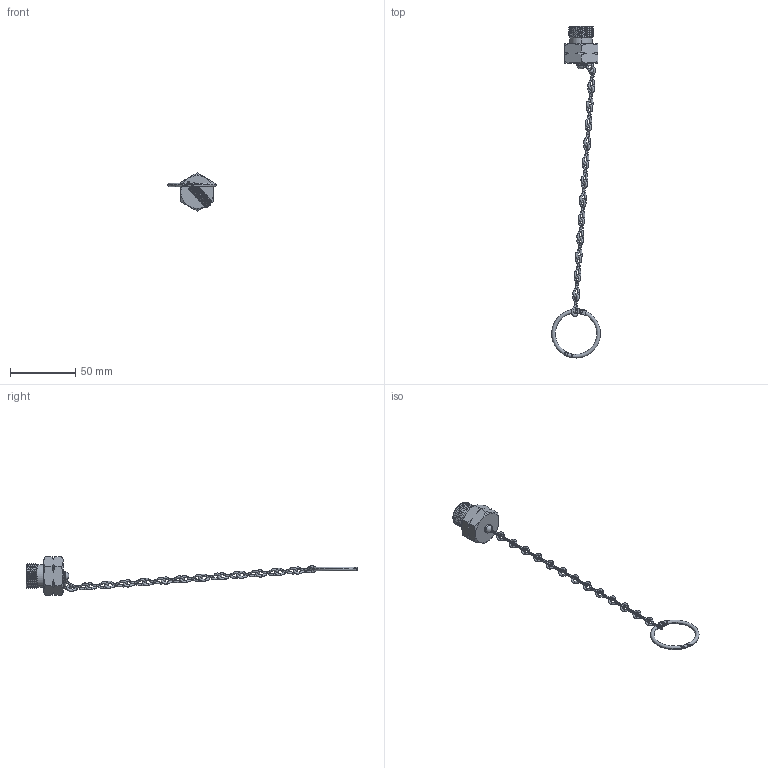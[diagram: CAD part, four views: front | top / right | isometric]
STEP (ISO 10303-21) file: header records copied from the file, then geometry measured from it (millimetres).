
FILE_DESCRIPTION (( 'STEP AP203' ), '1' );
FILE_NAME ('AD-DIN14SS-BL-R.STEP', '2025-10-03T12:29:51', ( '' ), ( '' ), 'SwSTEP 2.0', 'SolidWorks 2018', '' );
FILE_SCHEMA (( 'CONFIG_CONTROL_DESIGN' ));
Length unit declared in the file: inch
Products named in the file (8): PRT-002239_STAINLESS; ASY-000214_One Link Bent; AD-DIN14SS-BL-R; PRT-002245_RING-1.187D HALF; ASY-000291; PRT-001089; PRT-002255_SMALL PIN; PRT-003626
Assembly tree (21 placements, depth 3):
  AD-DIN14SS-BL-R
    PRT-001089
    PRT-003626
    ASY-000291
      PRT-002245_RING-1.187D HALF  x2
      PRT-002255_SMALL PIN
    ASY-000214_One Link Bent
      PRT-002239_STAINLESS  x14
Bounding box: 37.3 x 254.51 x 29.33 mm (x, y, z)
Volume: 12787.3 mm3; surface area: 7871.1 mm2
Topology: 19 solids, 19 shells, 541 faces, 1273 edges, 769 vertices
Faces by surface type: cylinder 177, plane 113, bspline 104, torus 102, cone 27, sphere 18
Entity records: 11963 total; most frequent: CARTESIAN_POINT 5606, ORIENTED_EDGE 1148, DIRECTION 931, EDGE_CURVE 574, VERTEX_POINT 366, AXIS2_PLACEMENT_3D 335, LINE 261, VECTOR 261
